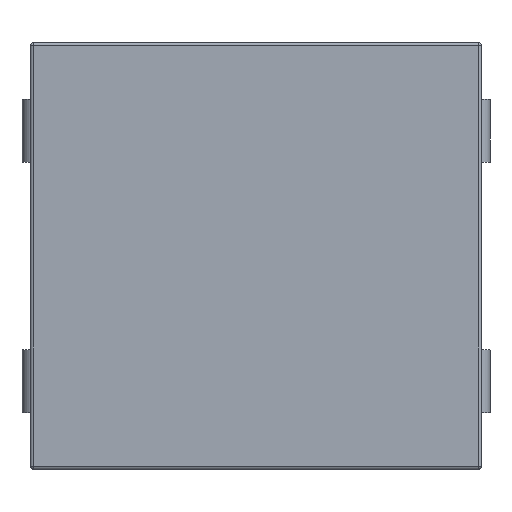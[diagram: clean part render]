
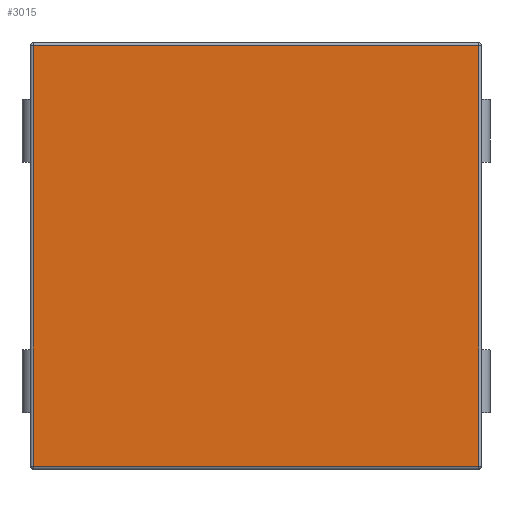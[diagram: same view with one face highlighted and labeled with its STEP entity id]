
A CAD part, top view. The second image highlights one B-rep face of the part: STEP entity #3015.
In plain terms, the highlighted face is planar.
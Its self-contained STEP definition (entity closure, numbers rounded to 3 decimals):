
#61=PLANE('',#3224);
#506=ORIENTED_EDGE('',*,*,#1016,.F.);
#507=ORIENTED_EDGE('',*,*,#1012,.F.);
#508=ORIENTED_EDGE('',*,*,#1024,.F.);
#509=ORIENTED_EDGE('',*,*,#1029,.F.);
#1012=EDGE_CURVE('',#1263,#1262,#1446,.T.);
#1016=EDGE_CURVE('',#1262,#1265,#1449,.T.);
#1024=EDGE_CURVE('',#1269,#1263,#1454,.T.);
#1029=EDGE_CURVE('',#1265,#1269,#1457,.T.);
#1262=VERTEX_POINT('',#4331);
#1263=VERTEX_POINT('',#4339);
#1265=VERTEX_POINT('',#4347);
#1269=VERTEX_POINT('',#4363);
#1446=LINE('',#4342,#1658);
#1449=LINE('',#4349,#1661);
#1454=LINE('',#4364,#1666);
#1457=LINE('',#4372,#1669);
#1658=VECTOR('',#3670,1000.);
#1661=VECTOR('',#3677,1000.);
#1666=VECTOR('',#3694,1000.);
#1669=VECTOR('',#3707,1000.);
#1823=EDGE_LOOP('',(#506,#507,#508,#509));
#1949=FACE_BOUND('',#1823,.T.);
#3015=ADVANCED_FACE('',(#1949),#61,.F.);
#3224=AXIS2_PLACEMENT_3D('',#4390,#3736,#3737);
#3670=DIRECTION('',(0.,1.,0.));
#3677=DIRECTION('',(-1.,0.,0.));
#3694=DIRECTION('',(1.,0.,0.));
#3707=DIRECTION('',(0.,-1.,0.));
#3736=DIRECTION('',(0.,0.,1.));
#3737=DIRECTION('',(1.,0.,0.));
#4331=CARTESIAN_POINT('',(4.45,4.2,-2.25));
#4339=CARTESIAN_POINT('',(4.45,-4.2,-2.25));
#4342=CARTESIAN_POINT('',(4.45,-4.25,-2.25));
#4347=CARTESIAN_POINT('',(-4.45,4.2,-2.25));
#4349=CARTESIAN_POINT('',(-4.5,4.2,-2.25));
#4363=CARTESIAN_POINT('',(-4.45,-4.2,-2.25));
#4364=CARTESIAN_POINT('',(-4.5,-4.2,-2.25));
#4372=CARTESIAN_POINT('',(-4.45,-4.25,-2.25));
#4390=CARTESIAN_POINT('',(-4.5,-4.25,-2.25));
